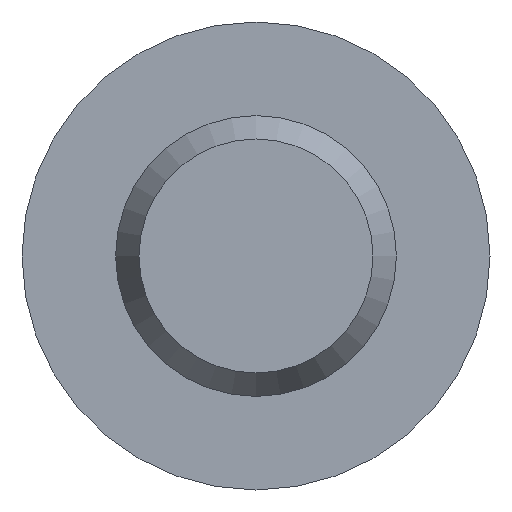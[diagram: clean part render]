
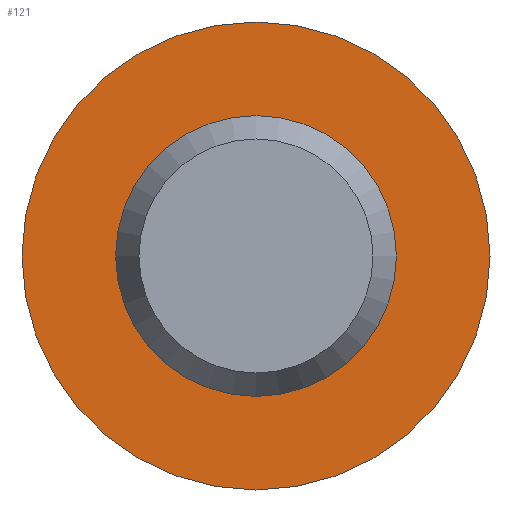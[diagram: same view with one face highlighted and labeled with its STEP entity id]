
A CAD part, front view. The second image highlights one B-rep face of the part: STEP entity #121.
In plain terms, the highlighted planar face has unit normal (0, -1, 0).
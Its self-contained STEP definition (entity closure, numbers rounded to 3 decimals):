
#16=FACE_BOUND('',#48,.T.);
#37=FACE_OUTER_BOUND('',#47,.T.);
#47=EDGE_LOOP('',(#99));
#48=EDGE_LOOP('',(#100));
#56=CIRCLE('',#154,5.);
#57=CIRCLE('',#156,3.);
#65=VERTEX_POINT('',#222);
#66=VERTEX_POINT('',#226);
#76=EDGE_CURVE('',#65,#65,#56,.T.);
#78=EDGE_CURVE('',#66,#66,#57,.T.);
#99=ORIENTED_EDGE('',*,*,#76,.T.);
#100=ORIENTED_EDGE('',*,*,#78,.F.);
#114=PLANE('',#155);
#121=ADVANCED_FACE('',(#37,#16),#114,.F.);
#154=AXIS2_PLACEMENT_3D('',#223,#185,#186);
#155=AXIS2_PLACEMENT_3D('',#225,#188,#189);
#156=AXIS2_PLACEMENT_3D('',#227,#190,#191);
#185=DIRECTION('center_axis',(0.,-1.,0.));
#186=DIRECTION('ref_axis',(0.,0.,-1.));
#188=DIRECTION('center_axis',(0.,1.,0.));
#189=DIRECTION('ref_axis',(0.,0.,1.));
#190=DIRECTION('center_axis',(0.,-1.,0.));
#191=DIRECTION('ref_axis',(0.,0.,-1.));
#222=CARTESIAN_POINT('',(0.,-0.5,5.));
#223=CARTESIAN_POINT('Origin',(0.,-0.5,0.));
#225=CARTESIAN_POINT('Origin',(5.,-0.5,0.));
#226=CARTESIAN_POINT('',(0.,-0.5,3.));
#227=CARTESIAN_POINT('Origin',(0.,-0.5,0.));
